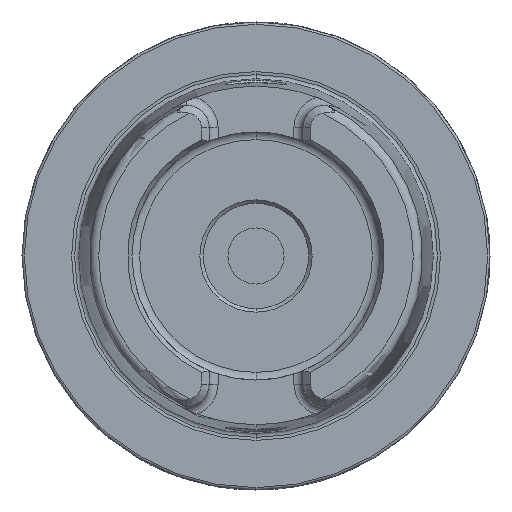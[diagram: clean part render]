
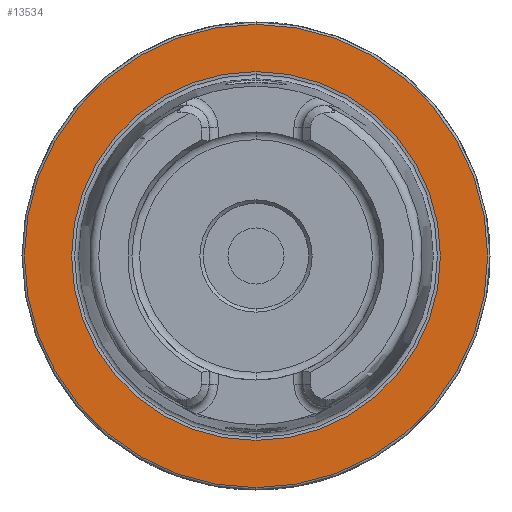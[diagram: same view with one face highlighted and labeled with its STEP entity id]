
A CAD part, left-side view. The second image highlights one B-rep face of the part: STEP entity #13534.
In plain terms, the highlighted planar face has unit normal (-1, 0, 0).
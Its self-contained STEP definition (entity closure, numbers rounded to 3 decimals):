
#233 = DIRECTION ( 'NONE',  ( 1., 0., 0. ) ) ;
#582 = AXIS2_PLACEMENT_3D ( 'NONE', #7050, #13351, #851 ) ;
#851 = DIRECTION ( 'NONE',  ( 0., 0., 1. ) ) ;
#1038 = EDGE_CURVE ( 'NONE', #1762, #3521, #13279, .T. ) ;
#1464 = AXIS2_PLACEMENT_3D ( 'NONE', #5591, #7724, #2567 ) ;
#1762 = VERTEX_POINT ( 'NONE', #6380 ) ;
#2520 = VERTEX_POINT ( 'NONE', #11443 ) ;
#2567 = DIRECTION ( 'NONE',  ( 0., 0., 1. ) ) ;
#2820 = CARTESIAN_POINT ( 'NONE',  ( 0., 0., 0. ) ) ;
#2864 = DIRECTION ( 'NONE',  ( -1., 0., 0. ) ) ;
#3209 = EDGE_CURVE ( 'NONE', #6748, #2520, #12075, .T. ) ;
#3315 = AXIS2_PLACEMENT_3D ( 'NONE', #4425, #233, #9710 ) ;
#3369 = PLANE ( 'NONE',  #3315 ) ;
#3521 = VERTEX_POINT ( 'NONE', #3745 ) ;
#3745 = CARTESIAN_POINT ( 'NONE',  ( 0., 0., -49.5 ) ) ;
#3959 = DIRECTION ( 'NONE',  ( 0., 0., 1. ) ) ;
#4099 = ORIENTED_EDGE ( 'NONE', *, *, #3209, .F. ) ;
#4197 = EDGE_LOOP ( 'NONE', ( #10382, #9329 ) ) ;
#4425 = CARTESIAN_POINT ( 'NONE',  ( 0., 49.5, 0. ) ) ;
#5209 = CARTESIAN_POINT ( 'NONE',  ( 0., 0., 0. ) ) ;
#5591 = CARTESIAN_POINT ( 'NONE',  ( 0., 0., 0. ) ) ;
#6232 = CIRCLE ( 'NONE', #8595, 39.405 ) ;
#6258 = DIRECTION ( 'NONE',  ( -1., 0., 0. ) ) ;
#6380 = CARTESIAN_POINT ( 'NONE',  ( 0., 0., 49.5 ) ) ;
#6748 = VERTEX_POINT ( 'NONE', #11811 ) ;
#7050 = CARTESIAN_POINT ( 'NONE',  ( 0., 0., 0. ) ) ;
#7089 = EDGE_LOOP ( 'NONE', ( #4099, #11122 ) ) ;
#7724 = DIRECTION ( 'NONE',  ( -1., 0., 0. ) ) ;
#7740 = AXIS2_PLACEMENT_3D ( 'NONE', #5209, #6258, #11541 ) ;
#7903 = EDGE_CURVE ( 'NONE', #2520, #6748, #6232, .T. ) ;
#7959 = EDGE_CURVE ( 'NONE', #3521, #1762, #9254, .T. ) ;
#8595 = AXIS2_PLACEMENT_3D ( 'NONE', #2820, #2864, #3959 ) ;
#9254 = CIRCLE ( 'NONE', #582, 49.5 ) ;
#9329 = ORIENTED_EDGE ( 'NONE', *, *, #7959, .T. ) ;
#9710 = DIRECTION ( 'NONE',  ( 0., 0., -1. ) ) ;
#10297 = FACE_BOUND ( 'NONE', #7089, .T. ) ;
#10382 = ORIENTED_EDGE ( 'NONE', *, *, #1038, .T. ) ;
#11122 = ORIENTED_EDGE ( 'NONE', *, *, #7903, .F. ) ;
#11417 = FACE_OUTER_BOUND ( 'NONE', #4197, .T. ) ;
#11443 = CARTESIAN_POINT ( 'NONE',  ( 0., 0., -39.405 ) ) ;
#11541 = DIRECTION ( 'NONE',  ( 0., 0., 1. ) ) ;
#11811 = CARTESIAN_POINT ( 'NONE',  ( 0., 0., 39.405 ) ) ;
#12075 = CIRCLE ( 'NONE', #7740, 39.405 ) ;
#13279 = CIRCLE ( 'NONE', #1464, 49.5 ) ;
#13351 = DIRECTION ( 'NONE',  ( -1., 0., 0. ) ) ;
#13534 = ADVANCED_FACE ( 'NONE', ( #10297, #11417 ), #3369, .F. ) ;
